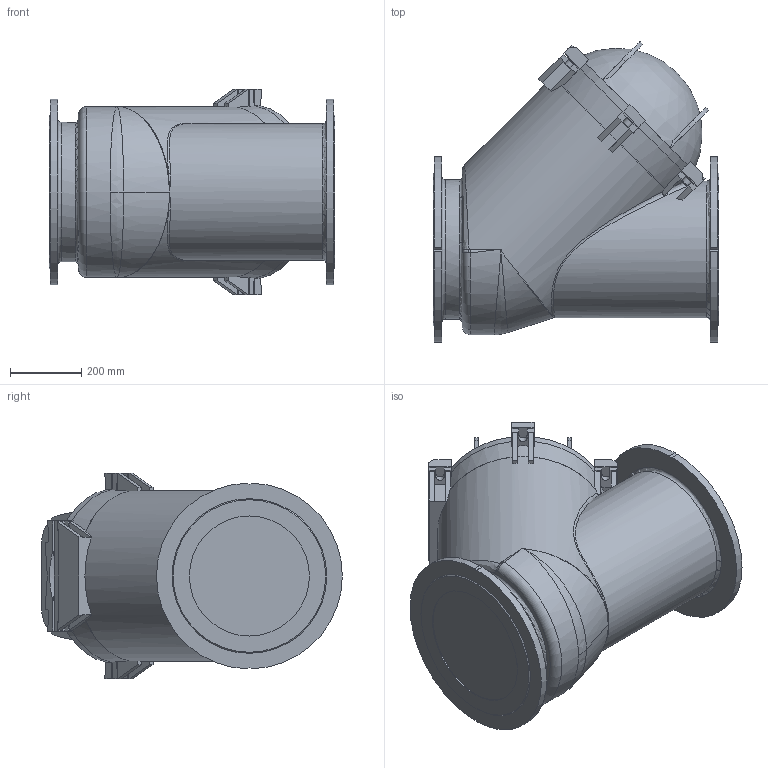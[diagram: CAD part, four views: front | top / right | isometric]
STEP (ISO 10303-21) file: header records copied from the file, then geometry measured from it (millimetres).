
FILE_DESCRIPTION (( 'STEP AP203' ), '1' );
FILE_NAME ('O_53_35_DN350_AA1_step.step', '2016-05-12T06:53:16', ( 'Windows User' ), ( 'AVK' ), 'SwSTEP 2.0', 'SolidWorks 2012', '' );
FILE_SCHEMA (( 'CONFIG_CONTROL_DESIGN' ));
Length unit declared in the file: millimetre
Products named in the file (1): O_53_35_DN350_AA1_step
Bounding box: 800 x 841.24 x 576 mm (x, y, z)
Volume: 180492085.5 mm3; surface area: 2436102 mm2
Topology: 1 solids, 1 shells, 238 faces, 661 edges, 421 vertices
Faces by surface type: plane 163, bspline 26, cylinder 25, torus 11, cone 8, sphere 5
Full cylindrical faces by diameter (mm): 336 x1, 350 x1, 382 x1, 390 x1
Entity records: 10827 total; most frequent: CARTESIAN_POINT 5108, ORIENTED_EDGE 1276, DIRECTION 1055, EDGE_CURVE 638, VERTEX_POINT 417, LINE 367, VECTOR 367, AXIS2_PLACEMENT_3D 344
